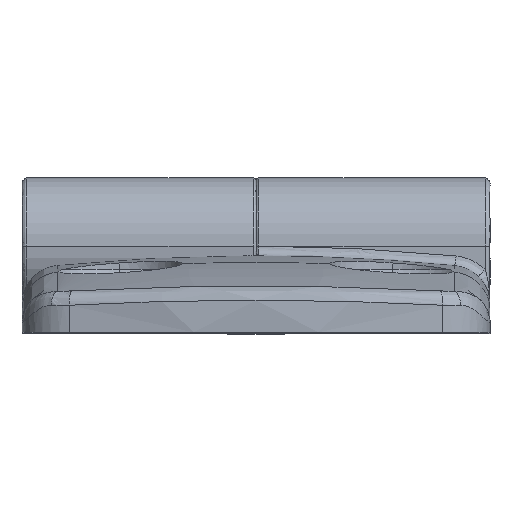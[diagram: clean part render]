
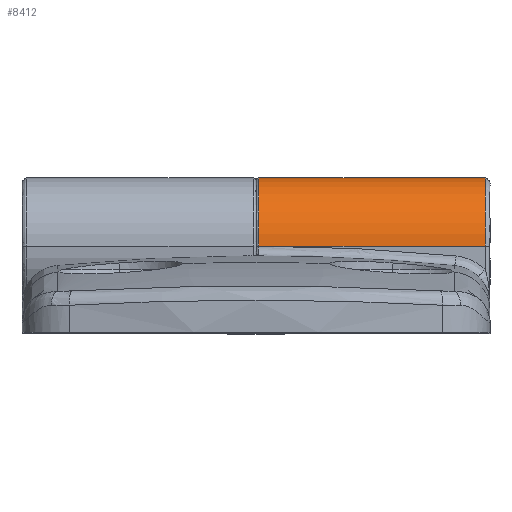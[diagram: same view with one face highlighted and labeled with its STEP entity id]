
A CAD part, top view. The second image highlights one B-rep face of the part: STEP entity #8412.
In plain terms, the highlighted cylindrical face has radius 7 mm (diameter 14 mm), a partial arc.
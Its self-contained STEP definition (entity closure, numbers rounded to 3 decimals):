
#364 = CARTESIAN_POINT ( 'NONE',  ( 23.7, 8.9, 7. ) ) ;
#630 = LINE ( 'NONE', #1625, #8949 ) ;
#1524 = DIRECTION ( 'NONE',  ( 0., 0., -1. ) ) ;
#1625 = CARTESIAN_POINT ( 'NONE',  ( -23.8, 8.9, -7. ) ) ;
#2141 = AXIS2_PLACEMENT_3D ( 'NONE', #10113, #22462, #11906 ) ;
#4388 = DIRECTION ( 'NONE',  ( 1., 0., 0. ) ) ;
#4894 = FACE_OUTER_BOUND ( 'NONE', #11781, .T. ) ;
#7773 = CARTESIAN_POINT ( 'NONE',  ( -23.8, 8.9, 0. ) ) ;
#8412 = ADVANCED_FACE ( 'NONE', ( #4894 ), #16823, .T. ) ;
#8949 = VECTOR ( 'NONE', #12269, 1000. ) ;
#9172 = VERTEX_POINT ( 'NONE', #21311 ) ;
#9652 = EDGE_CURVE ( 'NONE', #11060, #13451, #10829, .T. ) ;
#10113 = CARTESIAN_POINT ( 'NONE',  ( 0.5, 8.9, 0. ) ) ;
#10437 = VERTEX_POINT ( 'NONE', #16713 ) ;
#10779 = ORIENTED_EDGE ( 'NONE', *, *, #11029, .T. ) ;
#10780 = CARTESIAN_POINT ( 'NONE',  ( 23.7, 8.9, -7. ) ) ;
#10829 = CIRCLE ( 'NONE', #22973, 7. ) ;
#11029 = EDGE_CURVE ( 'NONE', #9172, #13451, #17486, .T. ) ;
#11060 = VERTEX_POINT ( 'NONE', #10780 ) ;
#11781 = EDGE_LOOP ( 'NONE', ( #17747, #14845, #10779, #13891 ) ) ;
#11906 = DIRECTION ( 'NONE',  ( 0., 0., -1. ) ) ;
#12180 = DIRECTION ( 'NONE',  ( 1., 0., 0. ) ) ;
#12243 = VECTOR ( 'NONE', #17511, 1000. ) ;
#12269 = DIRECTION ( 'NONE',  ( 1., 0., 0. ) ) ;
#12741 = AXIS2_PLACEMENT_3D ( 'NONE', #7773, #4388, #15093 ) ;
#13451 = VERTEX_POINT ( 'NONE', #364 ) ;
#13891 = ORIENTED_EDGE ( 'NONE', *, *, #9652, .F. ) ;
#14845 = ORIENTED_EDGE ( 'NONE', *, *, #16963, .T. ) ;
#15093 = DIRECTION ( 'NONE',  ( 0., 0., -1. ) ) ;
#16077 = CARTESIAN_POINT ( 'NONE',  ( -23.8, 8.9, 7. ) ) ;
#16713 = CARTESIAN_POINT ( 'NONE',  ( 0.5, 8.9, -7. ) ) ;
#16823 = CYLINDRICAL_SURFACE ( 'NONE', #12741, 7. ) ;
#16963 = EDGE_CURVE ( 'NONE', #10437, #9172, #20850, .T. ) ;
#17486 = LINE ( 'NONE', #16077, #12243 ) ;
#17511 = DIRECTION ( 'NONE',  ( 1., 0., 0. ) ) ;
#17747 = ORIENTED_EDGE ( 'NONE', *, *, #22235, .F. ) ;
#20850 = CIRCLE ( 'NONE', #2141, 7. ) ;
#21311 = CARTESIAN_POINT ( 'NONE',  ( 0.5, 8.9, 7. ) ) ;
#22235 = EDGE_CURVE ( 'NONE', #10437, #11060, #630, .T. ) ;
#22462 = DIRECTION ( 'NONE',  ( 1., 0., 0. ) ) ;
#22733 = CARTESIAN_POINT ( 'NONE',  ( 23.7, 8.9, 0. ) ) ;
#22973 = AXIS2_PLACEMENT_3D ( 'NONE', #22733, #12180, #1524 ) ;
